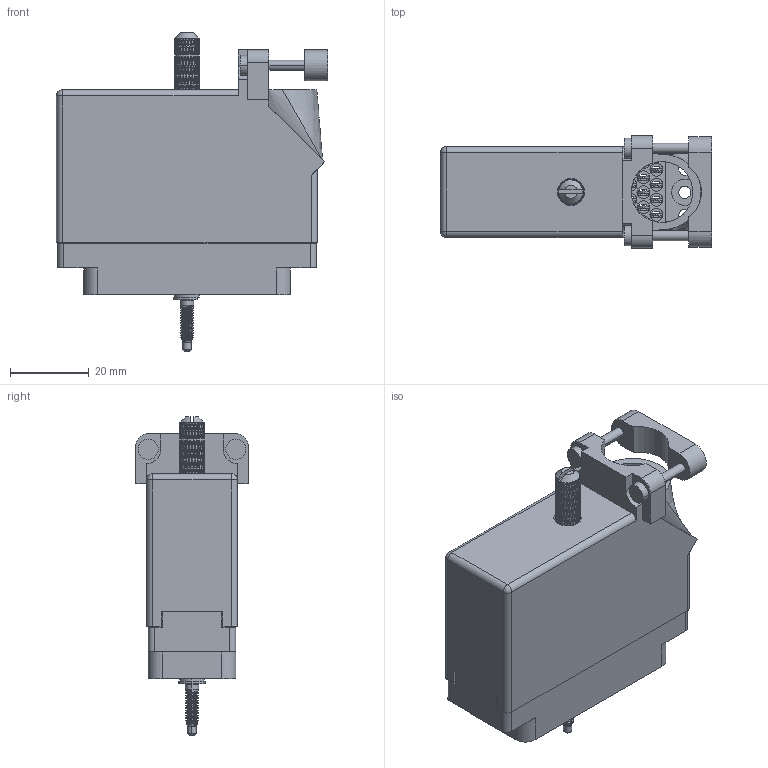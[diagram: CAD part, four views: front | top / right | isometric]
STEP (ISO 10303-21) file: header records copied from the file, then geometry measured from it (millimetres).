
FILE_DESCRIPTION (( 'STEP AP203' ), '1' );
FILE_NAME ('516-056-520-535.STEP', '2020-03-10T09:01:04', ( '' ), ( '' ), 'SwSTEP 2.0', 'SolidWorks 2016', '' );
FILE_SCHEMA (( 'CONFIG_CONTROL_DESIGN' ));
Length unit declared in the file: inch
Products named in the file (9): 516-056-520-535; 516-253-035-100; 516-230-001_Plastic - 056 Top Entry - Large Clamp; 516 Plug Insulator_056; 516-251-035-100; 516-250-038-111; 516-253-138-107; Actuating Screw Assy 038-056; 516-292-001_520 Contact
Assembly tree (64 placements, depth 3):
  516-056-520-535
    516 Plug Insulator_056
    516-292-001_520 Contact  x56
    516-230-001_Plastic - 056 Top Entry - Large Clamp
    Actuating Screw Assy 038-056
      516-251-035-100
      516-253-035-100  x2
      516-253-138-107
      516-250-038-111
Bounding box: 68.91 x 28.57 x 81.03 mm (x, y, z)
Volume: 28244.2 mm3; surface area: 43863.8 mm2
Topology: 63 solids, 63 shells, 6731 faces, 18462 edges, 11880 vertices
Faces by surface type: plane 3370, cylinder 1994, bspline 1345, cone 20, sphere 2
Entity records: 114974 total; most frequent: CARTESIAN_POINT 56664, ORIENTED_EDGE 14016, DIRECTION 9094, EDGE_CURVE 7008, VERTEX_POINT 4282, LINE 3136, VECTOR 3136, AXIS2_PLACEMENT_3D 2979
